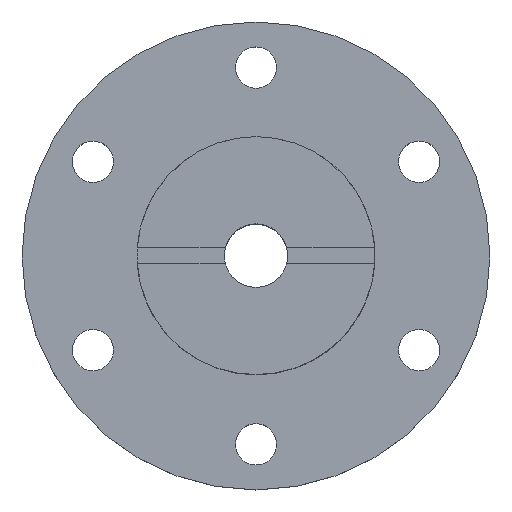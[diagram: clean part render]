
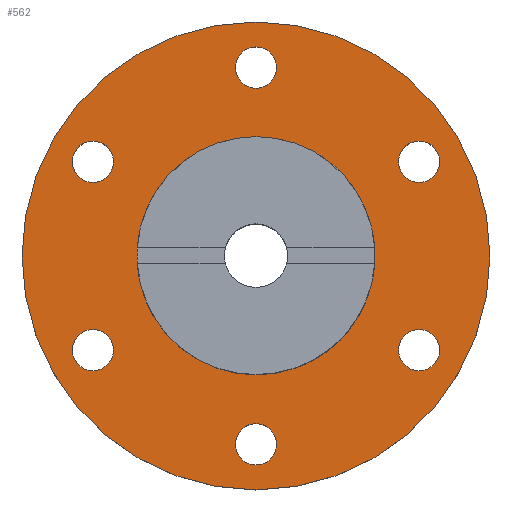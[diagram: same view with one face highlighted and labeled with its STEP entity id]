
A CAD part, top view. The second image highlights one B-rep face of the part: STEP entity #562.
In plain terms, the highlighted planar face has unit normal (0, 0, 1).
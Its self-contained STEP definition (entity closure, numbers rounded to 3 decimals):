
#25=FACE_BOUND('',#161,.T.);
#26=FACE_BOUND('',#162,.T.);
#27=FACE_BOUND('',#163,.T.);
#28=FACE_BOUND('',#164,.T.);
#29=FACE_BOUND('',#165,.T.);
#30=FACE_BOUND('',#166,.T.);
#31=FACE_BOUND('',#167,.T.);
#79=CIRCLE('',#619,15.);
#80=CIRCLE('',#621,2.6);
#82=CIRCLE('',#624,2.6);
#84=CIRCLE('',#627,2.6);
#86=CIRCLE('',#630,2.6);
#88=CIRCLE('',#633,2.6);
#90=CIRCLE('',#636,2.6);
#92=CIRCLE('',#639,29.5);
#121=FACE_OUTER_BOUND('',#160,.T.);
#160=EDGE_LOOP('',(#505));
#161=EDGE_LOOP('',(#506));
#162=EDGE_LOOP('',(#507));
#163=EDGE_LOOP('',(#508));
#164=EDGE_LOOP('',(#509));
#165=EDGE_LOOP('',(#510));
#166=EDGE_LOOP('',(#511));
#167=EDGE_LOOP('',(#512));
#281=VERTEX_POINT('',#1058);
#282=VERTEX_POINT('',#1062);
#284=VERTEX_POINT('',#1068);
#286=VERTEX_POINT('',#1074);
#288=VERTEX_POINT('',#1080);
#290=VERTEX_POINT('',#1086);
#292=VERTEX_POINT('',#1092);
#294=VERTEX_POINT('',#1098);
#349=EDGE_CURVE('',#281,#281,#79,.T.);
#350=EDGE_CURVE('',#282,#282,#80,.T.);
#353=EDGE_CURVE('',#284,#284,#82,.T.);
#356=EDGE_CURVE('',#286,#286,#84,.T.);
#359=EDGE_CURVE('',#288,#288,#86,.T.);
#362=EDGE_CURVE('',#290,#290,#88,.T.);
#365=EDGE_CURVE('',#292,#292,#90,.T.);
#368=EDGE_CURVE('',#294,#294,#92,.T.);
#505=ORIENTED_EDGE('',*,*,#368,.T.);
#506=ORIENTED_EDGE('',*,*,#349,.T.);
#507=ORIENTED_EDGE('',*,*,#365,.T.);
#508=ORIENTED_EDGE('',*,*,#362,.T.);
#509=ORIENTED_EDGE('',*,*,#359,.T.);
#510=ORIENTED_EDGE('',*,*,#356,.T.);
#511=ORIENTED_EDGE('',*,*,#353,.T.);
#512=ORIENTED_EDGE('',*,*,#350,.T.);
#533=PLANE('',#641);
#562=ADVANCED_FACE('',(#121,#25,#26,#27,#28,#29,#30,#31),#533,.T.);
#619=AXIS2_PLACEMENT_3D('',#1060,#755,#756);
#621=AXIS2_PLACEMENT_3D('',#1063,#759,#760);
#624=AXIS2_PLACEMENT_3D('',#1069,#766,#767);
#627=AXIS2_PLACEMENT_3D('',#1075,#773,#774);
#630=AXIS2_PLACEMENT_3D('',#1081,#780,#781);
#633=AXIS2_PLACEMENT_3D('',#1087,#787,#788);
#636=AXIS2_PLACEMENT_3D('',#1093,#794,#795);
#639=AXIS2_PLACEMENT_3D('',#1099,#801,#802);
#641=AXIS2_PLACEMENT_3D('',#1103,#806,#807);
#755=DIRECTION('center_axis',(0.,0.,-1.));
#756=DIRECTION('ref_axis',(1.,0.,0.));
#759=DIRECTION('center_axis',(0.,0.,-1.));
#760=DIRECTION('ref_axis',(1.,0.,0.));
#766=DIRECTION('center_axis',(0.,0.,-1.));
#767=DIRECTION('ref_axis',(1.,0.,0.));
#773=DIRECTION('center_axis',(0.,0.,-1.));
#774=DIRECTION('ref_axis',(1.,0.,0.));
#780=DIRECTION('center_axis',(0.,0.,-1.));
#781=DIRECTION('ref_axis',(1.,0.,0.));
#787=DIRECTION('center_axis',(0.,0.,-1.));
#788=DIRECTION('ref_axis',(1.,0.,0.));
#794=DIRECTION('center_axis',(0.,0.,-1.));
#795=DIRECTION('ref_axis',(1.,0.,0.));
#801=DIRECTION('center_axis',(0.,0.,1.));
#802=DIRECTION('ref_axis',(1.,0.,0.));
#806=DIRECTION('center_axis',(0.,0.,1.));
#807=DIRECTION('ref_axis',(1.,0.,0.));
#1058=CARTESIAN_POINT('',(-15.,0.,6.));
#1060=CARTESIAN_POINT('Origin',(0.,0.,6.));
#1062=CARTESIAN_POINT('',(-2.6,23.75,6.));
#1063=CARTESIAN_POINT('Origin',(0.,23.75,6.));
#1068=CARTESIAN_POINT('',(-23.168,11.875,6.));
#1069=CARTESIAN_POINT('Origin',(-20.568,11.875,6.));
#1074=CARTESIAN_POINT('',(-23.168,-11.875,6.));
#1075=CARTESIAN_POINT('Origin',(-20.568,-11.875,6.));
#1080=CARTESIAN_POINT('',(17.968,11.875,6.));
#1081=CARTESIAN_POINT('Origin',(20.568,11.875,6.));
#1086=CARTESIAN_POINT('',(17.968,-11.875,6.));
#1087=CARTESIAN_POINT('Origin',(20.568,-11.875,6.));
#1092=CARTESIAN_POINT('',(-2.6,-23.75,6.));
#1093=CARTESIAN_POINT('Origin',(0.,-23.75,6.));
#1098=CARTESIAN_POINT('',(-29.5,0.,6.));
#1099=CARTESIAN_POINT('Origin',(0.,0.,6.));
#1103=CARTESIAN_POINT('Origin',(0.,0.,6.));
